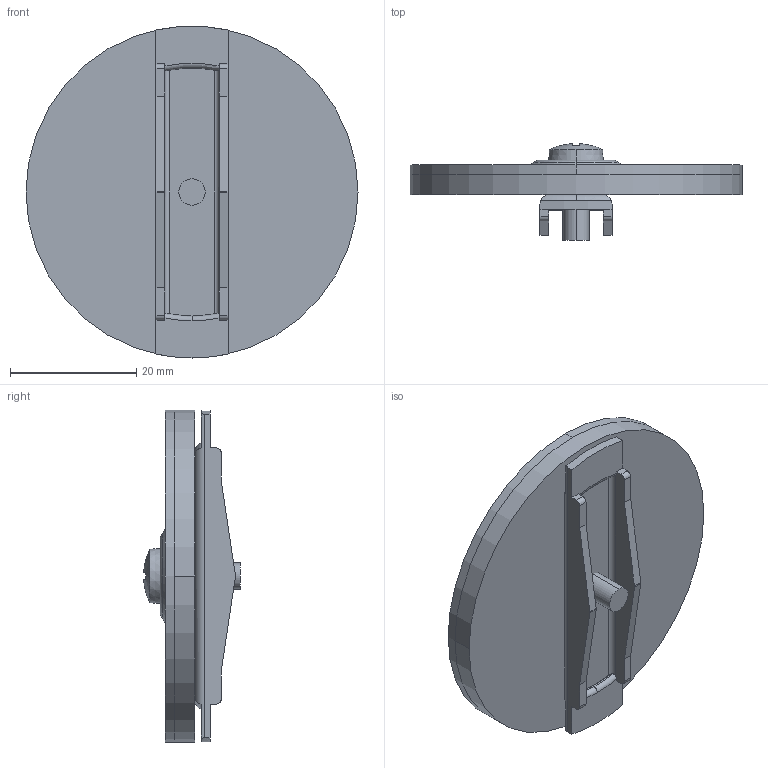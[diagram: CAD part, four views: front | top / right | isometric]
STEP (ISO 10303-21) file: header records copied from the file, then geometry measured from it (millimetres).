
FILE_DESCRIPTION (( 'STEP AP214' ), '1' );
FILE_NAME ('KOFG-1-25-BP.STEP', '2019-04-16T02:18:40', ( '' ), ( '' ), 'SwSTEP 2.0', 'SolidWorks 2013', '' );
FILE_SCHEMA (( 'AUTOMOTIVE_DESIGN' ));
Length unit declared in the file: millimetre
Products named in the file (5): Binding Head Screw_AI_CR-BHMS 0.164-32x0.5x0.5-N; 102106-001_KOF-1-25; 102107-001_KOF Seal-1-25; KOFG-1-25-BP; 102108-001_KOF Clamp-1-25
Assembly tree (4 placements, depth 2):
  KOFG-1-25-BP
    102106-001_KOF-1-25
    102107-001_KOF Seal-1-25
    102108-001_KOF Clamp-1-25
    Binding Head Screw_AI_CR-BHMS 0.164-32x0.5x0.5-N
Bounding box: 52.63 x 15.33 x 52.63 mm (x, y, z)
Volume: 11724 mm3; surface area: 11824.8 mm2
Topology: 4 solids, 4 shells, 134 faces, 332 edges, 217 vertices
Faces by surface type: plane 84, cylinder 28, torus 14, cone 6, sphere 2
Entity records: 4259 total; most frequent: CARTESIAN_POINT 779, DIRECTION 701, ORIENTED_EDGE 664, EDGE_CURVE 332, AXIS2_PLACEMENT_3D 249, VERTEX_POINT 217, LINE 203, VECTOR 203
